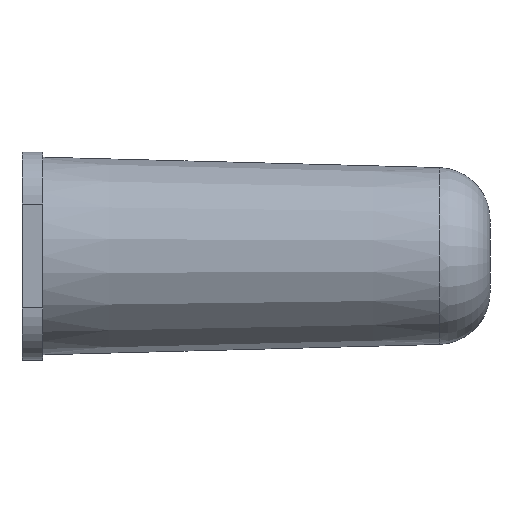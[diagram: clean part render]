
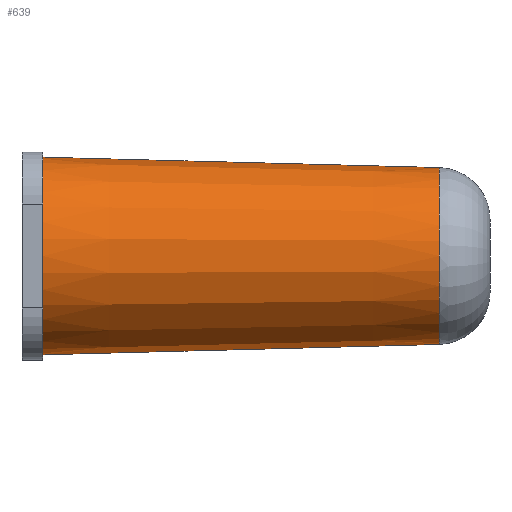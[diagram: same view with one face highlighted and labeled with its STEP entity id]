
A CAD part, left-side view. The second image highlights one B-rep face of the part: STEP entity #639.
In plain terms, the highlighted conical face has half-angle 1.5 degrees and reference radius 12.065 mm.
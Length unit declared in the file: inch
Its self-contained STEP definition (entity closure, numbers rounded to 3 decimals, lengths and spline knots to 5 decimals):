
#6 = VECTOR ( 'NONE', #335, 39.37008 ) ;
#16 = EDGE_CURVE ( 'NONE', #41, #230, #476, .T. ) ;
#41 = VERTEX_POINT ( 'NONE', #267 ) ;
#52 = ORIENTED_EDGE ( 'NONE', *, *, #107, .T. ) ;
#53 = AXIS2_PLACEMENT_3D ( 'NONE', #268, #630, #156 ) ;
#56 = CIRCLE ( 'NONE', #53, 0.42508 ) ;
#66 = LINE ( 'NONE', #487, #296 ) ;
#68 = DIRECTION ( 'NONE',  ( 0., 1., 0. ) ) ;
#101 = VERTEX_POINT ( 'NONE', #391 ) ;
#107 = EDGE_CURVE ( 'NONE', #230, #101, #411, .T. ) ;
#112 = ORIENTED_EDGE ( 'NONE', *, *, #140, .F. ) ;
#134 = CONICAL_SURFACE ( 'NONE', #458, 0.475, 0.026 ) ;
#140 = EDGE_CURVE ( 'NONE', #669, #101, #66, .T. ) ;
#156 = DIRECTION ( 'NONE',  ( 0., 0., 1. ) ) ;
#158 = DIRECTION ( 'NONE',  ( 0., -1., 0. ) ) ;
#160 = CARTESIAN_POINT ( 'NONE',  ( 0., 0., 0. ) ) ;
#230 = VERTEX_POINT ( 'NONE', #427 ) ;
#267 = CARTESIAN_POINT ( 'NONE',  ( 0., -1.90654, 0.42508 ) ) ;
#268 = CARTESIAN_POINT ( 'NONE',  ( 0., -1.90654, 0. ) ) ;
#273 = CARTESIAN_POINT ( 'NONE',  ( 0., 0., 0.475 ) ) ;
#296 = VECTOR ( 'NONE', #599, 39.37008 ) ;
#316 = ORIENTED_EDGE ( 'NONE', *, *, #755, .T. ) ;
#335 = DIRECTION ( 'NONE',  ( 0., 1., 0.026 ) ) ;
#391 = CARTESIAN_POINT ( 'NONE',  ( 0., 0., -0.475 ) ) ;
#411 = CIRCLE ( 'NONE', #665, 0.475 ) ;
#427 = CARTESIAN_POINT ( 'NONE',  ( 0., 0., 0.475 ) ) ;
#458 = AXIS2_PLACEMENT_3D ( 'NONE', #160, #68, #482 ) ;
#476 = LINE ( 'NONE', #273, #6 ) ;
#482 = DIRECTION ( 'NONE',  ( 0., 0., -1. ) ) ;
#487 = CARTESIAN_POINT ( 'NONE',  ( 0., 0., -0.475 ) ) ;
#533 = CARTESIAN_POINT ( 'NONE',  ( 0., -1.90654, -0.42508 ) ) ;
#555 = EDGE_LOOP ( 'NONE', ( #316, #704, #52, #112 ) ) ;
#580 = CARTESIAN_POINT ( 'NONE',  ( 0., 0., 0. ) ) ;
#599 = DIRECTION ( 'NONE',  ( 0., 1., -0.026 ) ) ;
#630 = DIRECTION ( 'NONE',  ( 0., 1., 0. ) ) ;
#639 = ADVANCED_FACE ( 'NONE', ( #731 ), #134, .T. ) ;
#665 = AXIS2_PLACEMENT_3D ( 'NONE', #580, #158, #754 ) ;
#669 = VERTEX_POINT ( 'NONE', #533 ) ;
#704 = ORIENTED_EDGE ( 'NONE', *, *, #16, .T. ) ;
#731 = FACE_OUTER_BOUND ( 'NONE', #555, .T. ) ;
#754 = DIRECTION ( 'NONE',  ( 0., 0., -1. ) ) ;
#755 = EDGE_CURVE ( 'NONE', #669, #41, #56, .T. ) ;
